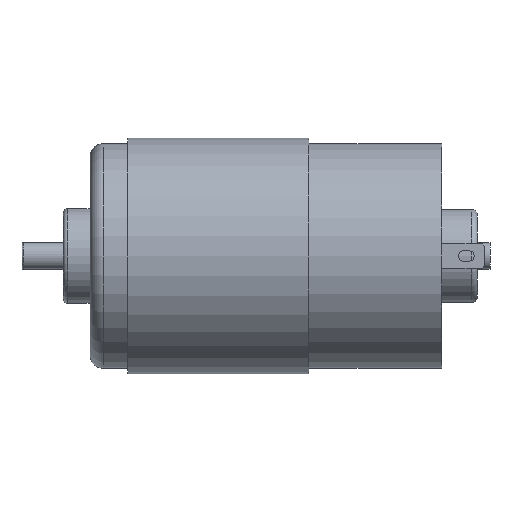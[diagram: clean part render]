
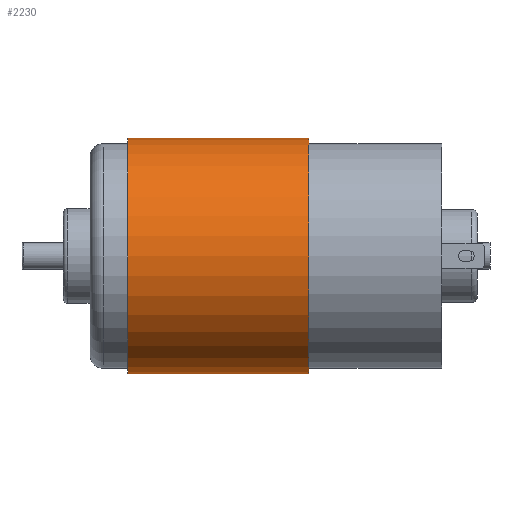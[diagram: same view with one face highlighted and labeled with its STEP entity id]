
A CAD part, front view. The second image highlights one B-rep face of the part: STEP entity #2230.
In plain terms, the highlighted cylindrical face has radius 22.15 mm (diameter 44.3 mm), a partial arc.
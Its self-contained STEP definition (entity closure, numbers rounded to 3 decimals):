
#4 = CARTESIAN_POINT ( 'NONE',  ( 7.1, 0., 0. ) ) ;
#29 = DIRECTION ( 'NONE',  ( 1., 0., 0. ) ) ;
#370 = ORIENTED_EDGE ( 'NONE', *, *, #4138, .F. ) ;
#432 = FACE_OUTER_BOUND ( 'NONE', #3285, .T. ) ;
#1025 = LINE ( 'NONE', #4248, #1192 ) ;
#1065 = CARTESIAN_POINT ( 'NONE',  ( 41.1, 0., 22.15 ) ) ;
#1093 = DIRECTION ( 'NONE',  ( 1., 0., 0. ) ) ;
#1192 = VECTOR ( 'NONE', #2058, 1000. ) ;
#1211 = DIRECTION ( 'NONE',  ( 1., 0., 0. ) ) ;
#1230 = DIRECTION ( 'NONE',  ( 0., 0., -1. ) ) ;
#1395 = VECTOR ( 'NONE', #4677, 1000. ) ;
#1549 = VERTEX_POINT ( 'NONE', #2497 ) ;
#1742 = CARTESIAN_POINT ( 'NONE',  ( 63.872, 0., -22.15 ) ) ;
#1790 = DIRECTION ( 'NONE',  ( 0., 0., -1. ) ) ;
#1797 = CIRCLE ( 'NONE', #4339, 22.15 ) ;
#1922 = VERTEX_POINT ( 'NONE', #3865 ) ;
#2058 = DIRECTION ( 'NONE',  ( 1., 0., 0. ) ) ;
#2230 = ADVANCED_FACE ( 'NONE', ( #432 ), #3757, .T. ) ;
#2497 = CARTESIAN_POINT ( 'NONE',  ( 7.1, 0., 22.15 ) ) ;
#2581 = CIRCLE ( 'NONE', #4388, 22.15 ) ;
#2629 = EDGE_CURVE ( 'NONE', #2659, #1922, #3351, .T. ) ;
#2659 = VERTEX_POINT ( 'NONE', #4355 ) ;
#2671 = EDGE_CURVE ( 'NONE', #1549, #2659, #1797, .T. ) ;
#2743 = CARTESIAN_POINT ( 'NONE',  ( 41.1, 0., 0. ) ) ;
#2870 = ORIENTED_EDGE ( 'NONE', *, *, #2671, .T. ) ;
#3285 = EDGE_LOOP ( 'NONE', ( #4147, #2870, #4656, #370 ) ) ;
#3316 = DIRECTION ( 'NONE',  ( 0., 0., -1. ) ) ;
#3351 = LINE ( 'NONE', #1742, #1395 ) ;
#3352 = CARTESIAN_POINT ( 'NONE',  ( 63.872, 0., 0. ) ) ;
#3757 = CYLINDRICAL_SURFACE ( 'NONE', #4598, 22.15 ) ;
#3865 = CARTESIAN_POINT ( 'NONE',  ( 41.1, 0., -22.15 ) ) ;
#4138 = EDGE_CURVE ( 'NONE', #4425, #1922, #2581, .T. ) ;
#4147 = ORIENTED_EDGE ( 'NONE', *, *, #4317, .F. ) ;
#4248 = CARTESIAN_POINT ( 'NONE',  ( 63.872, 0., 22.15 ) ) ;
#4317 = EDGE_CURVE ( 'NONE', #1549, #4425, #1025, .T. ) ;
#4339 = AXIS2_PLACEMENT_3D ( 'NONE', #4, #1093, #1790 ) ;
#4355 = CARTESIAN_POINT ( 'NONE',  ( 7.1, 0., -22.15 ) ) ;
#4388 = AXIS2_PLACEMENT_3D ( 'NONE', #2743, #1211, #1230 ) ;
#4425 = VERTEX_POINT ( 'NONE', #1065 ) ;
#4598 = AXIS2_PLACEMENT_3D ( 'NONE', #3352, #29, #3316 ) ;
#4656 = ORIENTED_EDGE ( 'NONE', *, *, #2629, .T. ) ;
#4677 = DIRECTION ( 'NONE',  ( 1., 0., 0. ) ) ;
